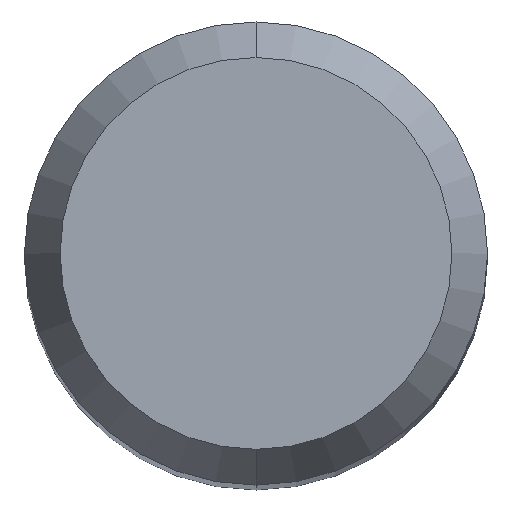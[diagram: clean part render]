
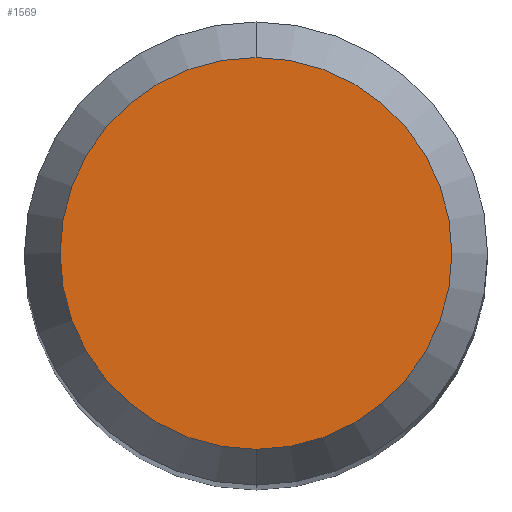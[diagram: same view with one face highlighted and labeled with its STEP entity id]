
A CAD part, top view. The second image highlights one B-rep face of the part: STEP entity #1569.
In plain terms, the highlighted planar face has unit normal (0, 0, 1).
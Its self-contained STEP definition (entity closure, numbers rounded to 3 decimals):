
#681=VERTEX_POINT('',#1897);
#857=EDGE_CURVE('',#681,#999,#2090,.T.);
#999=VERTEX_POINT('',#2248);
#1061=EDGE_CURVE('',#999,#681,#2314,.T.);
#1569=ADVANCED_FACE('',(#2865),#2866,.T.);
#1897=CARTESIAN_POINT('',(0.0,2.538,0.0));
#2090=CIRCLE('',#6105,2.538);
#2248=CARTESIAN_POINT('',(0.,-2.538,0.0));
#2314=CIRCLE('',#8025,2.538);
#2865=FACE_OUTER_BOUND('',#12543,.T.);
#2866=PLANE('',#12544);
#6105=AXIS2_PLACEMENT_3D('',#14331,#14332,#14333);
#8025=AXIS2_PLACEMENT_3D('',#14607,#14608,#14609);
#12543=EDGE_LOOP('',(#15196,#15197));
#12544=AXIS2_PLACEMENT_3D('',#15198,#15199,#15200);
#14331=CARTESIAN_POINT('',(0.0,0.0,0.0));
#14332=DIRECTION('',(0.0,0.0,-1.0));
#14333=DIRECTION('',(0.0,1.0,0.0));
#14607=CARTESIAN_POINT('',(0.0,0.0,0.0));
#14608=DIRECTION('',(0.0,0.0,-1.0));
#14609=DIRECTION('',(0.0,1.0,0.0));
#15196=ORIENTED_EDGE('',*,*,#857,.F.);
#15197=ORIENTED_EDGE('',*,*,#1061,.F.);
#15198=CARTESIAN_POINT('',(0.0,1.269,0.0));
#15199=DIRECTION('',(-0.0,0.0,1.0));
#15200=DIRECTION('',(0.0,-1.0,0.0));
